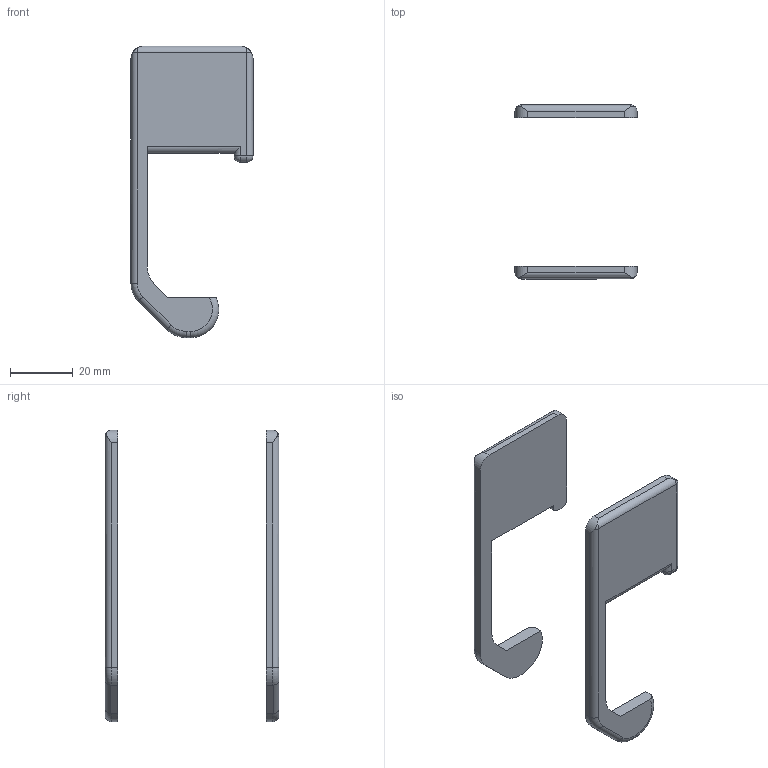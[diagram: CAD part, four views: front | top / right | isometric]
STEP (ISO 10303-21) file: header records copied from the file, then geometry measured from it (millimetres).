
FILE_DESCRIPTION(/* description */ ('KriTec C-Schiene, Schienenprofil Abdeckkappensatz 8, schwarz'),/* implementation_level */ '2;1');
FILE_NAME(/* name */ '14067_KriTec_C-Schiene_Schienenprofil_Abdeckkappensatz_8_schwarz.stp',/* time_stamp */ '2020-01-24T15:26:30+01:00',/* author */ ('jendrek'),/* organization */ (''),/* preprocessor_version */ 'ST-DEVELOPER v17',/* originating_system */ 'Autodesk Inventor 2018',/* authorisation */ '');
FILE_SCHEMA (('AUTOMOTIVE_DESIGN { 1 0 10303 214 3 1 1 }'));
Length unit declared in the file: millimetre
Products named in the file (3): 14067; 14067_1; 14067_1_1
Assembly tree (2 placements, depth 2):
  14067
    14067_1
    14067_1_1
Bounding box: 38.8 x 55.26 x 92.7 mm (x, y, z)
Volume: 14219.7 mm3; surface area: 9242.6 mm2
Topology: 2 solids, 2 shells, 80 faces, 214 edges, 130 vertices
Faces by surface type: plane 34, cylinder 32, sphere 8, torus 6
Entity records: 2727 total; most frequent: CARTESIAN_POINT 603, DIRECTION 433, ORIENTED_EDGE 412, EDGE_CURVE 206, AXIS2_PLACEMENT_3D 158, VERTEX_POINT 130, LINE 117, VECTOR 117
